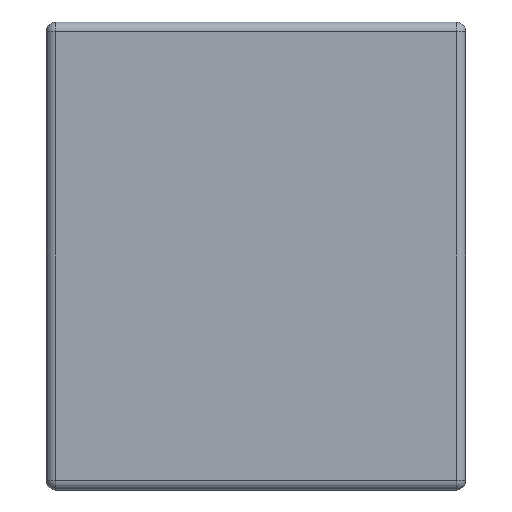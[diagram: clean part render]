
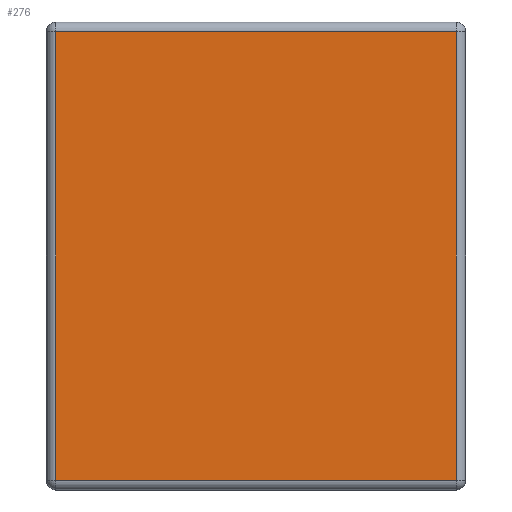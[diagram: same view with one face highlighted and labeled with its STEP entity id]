
A CAD part, left-side view. The second image highlights one B-rep face of the part: STEP entity #276.
In plain terms, the highlighted planar face has unit normal (-1, 0, 0).
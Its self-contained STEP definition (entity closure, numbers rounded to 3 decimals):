
#276 = ADVANCED_FACE ( 'NONE', ( #879 ), #1911, .T. ) ;
#390 = CARTESIAN_POINT ( 'NONE',  ( 0., 0.03, 0. ) ) ;
#556 = DIRECTION ( 'NONE',  ( 0., 0., -1. ) ) ;
#586 = EDGE_CURVE ( 'NONE', #833, #4341, #1955, .T. ) ;
#764 = ORIENTED_EDGE ( 'NONE', *, *, #1783, .T. ) ;
#833 = VERTEX_POINT ( 'NONE', #1461 ) ;
#879 = FACE_OUTER_BOUND ( 'NONE', #969, .T. ) ;
#969 = EDGE_LOOP ( 'NONE', ( #3740, #1701, #764, #3161 ) ) ;
#1040 = VECTOR ( 'NONE', #556, 1000. ) ;
#1461 = CARTESIAN_POINT ( 'NONE',  ( 0., 1.27, -0.03 ) ) ;
#1497 = CARTESIAN_POINT ( 'NONE',  ( 0., 1.3, -0.03 ) ) ;
#1500 = VERTEX_POINT ( 'NONE', #2344 ) ;
#1688 = AXIS2_PLACEMENT_3D ( 'NONE', #3965, #3952, #3662 ) ;
#1701 = ORIENTED_EDGE ( 'NONE', *, *, #2868, .T. ) ;
#1724 = DIRECTION ( 'NONE',  ( 0., -1., 0. ) ) ;
#1783 = EDGE_CURVE ( 'NONE', #3595, #833, #3255, .T. ) ;
#1911 = PLANE ( 'NONE',  #1688 ) ;
#1955 = LINE ( 'NONE', #3016, #1040 ) ;
#2055 = CARTESIAN_POINT ( 'NONE',  ( 0., 0., -1.42 ) ) ;
#2192 = VECTOR ( 'NONE', #3913, 1000. ) ;
#2344 = CARTESIAN_POINT ( 'NONE',  ( 0., 0.03, -1.42 ) ) ;
#2465 = CARTESIAN_POINT ( 'NONE',  ( 0., 0.03, -0.03 ) ) ;
#2634 = LINE ( 'NONE', #2055, #4264 ) ;
#2808 = EDGE_CURVE ( 'NONE', #4341, #1500, #2634, .T. ) ;
#2868 = EDGE_CURVE ( 'NONE', #1500, #3595, #3829, .T. ) ;
#2887 = CARTESIAN_POINT ( 'NONE',  ( 0., 1.27, -1.42 ) ) ;
#3016 = CARTESIAN_POINT ( 'NONE',  ( 0., 1.27, -1.45 ) ) ;
#3161 = ORIENTED_EDGE ( 'NONE', *, *, #586, .T. ) ;
#3255 = LINE ( 'NONE', #1497, #3463 ) ;
#3463 = VECTOR ( 'NONE', #3617, 1000. ) ;
#3595 = VERTEX_POINT ( 'NONE', #2465 ) ;
#3617 = DIRECTION ( 'NONE',  ( 0., 1., 0. ) ) ;
#3662 = DIRECTION ( 'NONE',  ( 0., 0., 1. ) ) ;
#3740 = ORIENTED_EDGE ( 'NONE', *, *, #2808, .T. ) ;
#3829 = LINE ( 'NONE', #390, #2192 ) ;
#3913 = DIRECTION ( 'NONE',  ( 0., 0., 1. ) ) ;
#3952 = DIRECTION ( 'NONE',  ( -1., 0., 0. ) ) ;
#3965 = CARTESIAN_POINT ( 'NONE',  ( 0., 0., 0. ) ) ;
#4264 = VECTOR ( 'NONE', #1724, 1000. ) ;
#4341 = VERTEX_POINT ( 'NONE', #2887 ) ;
